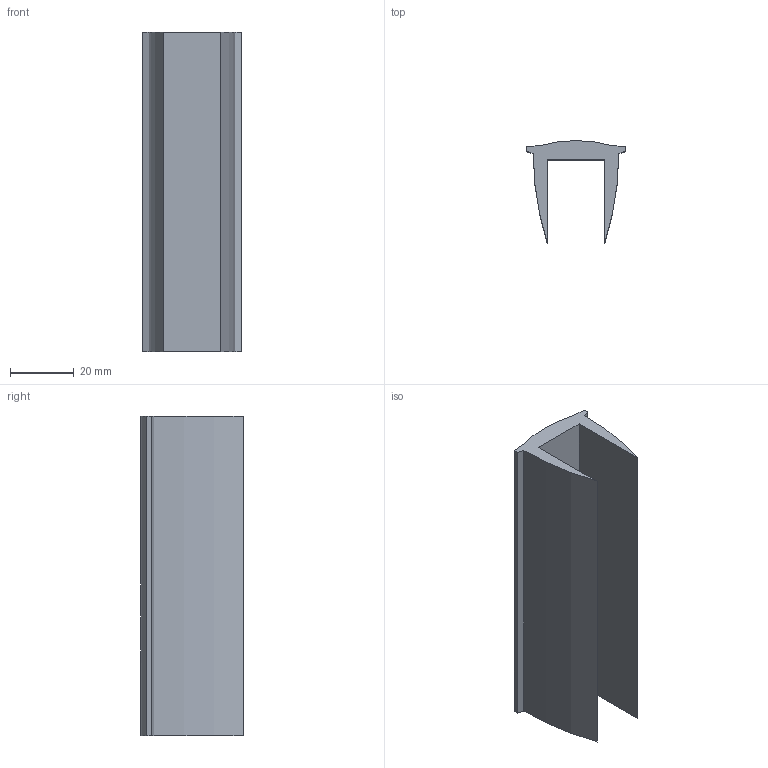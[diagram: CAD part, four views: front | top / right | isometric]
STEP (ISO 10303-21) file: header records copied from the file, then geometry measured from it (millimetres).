
FILE_DESCRIPTION (( 'STEP AP214' ), '1' );
FILE_NAME ('01104-Channel Strip Sealing Gasket U Shape 16mm.STEP', '2018-07-18T03:05:53', ( '' ), ( '' ), 'SwSTEP 2.0', 'SolidWorks 2018', '' );
FILE_SCHEMA (( 'AUTOMOTIVE_DESIGN' ));
Length unit declared in the file: millimetre
Products named in the file (2): 01104-Channel Strip Sealing Gasket U Shape 16mm
Bounding box: 31 x 32 x 100 mm (x, y, z)
Volume: 29775.8 mm3; surface area: 17195.7 mm2
Topology: 1 solids, 1 shells, 262 faces, 702 edges, 468 vertices
Faces by surface type: bspline 140, plane 93, cylinder 29
Entity records: 20210 total; most frequent: CARTESIAN_POINT 14833, ORIENTED_EDGE 1404, EDGE_CURVE 702, DIRECTION 578, VERTEX_POINT 468, B_SPLINE_CURVE_WITH_KNOTS 452, EDGE_LOOP 288, FACE_OUTER_BOUND 262
